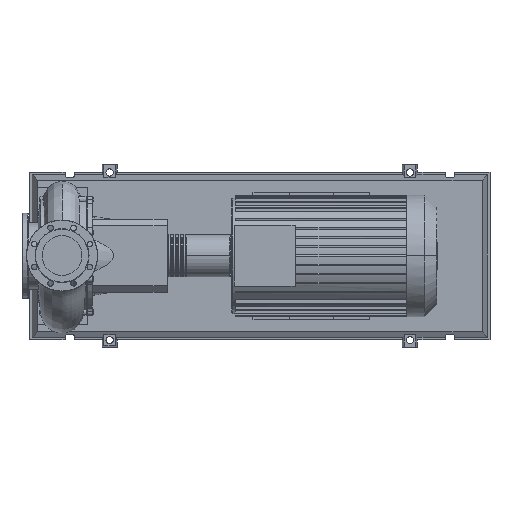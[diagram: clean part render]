
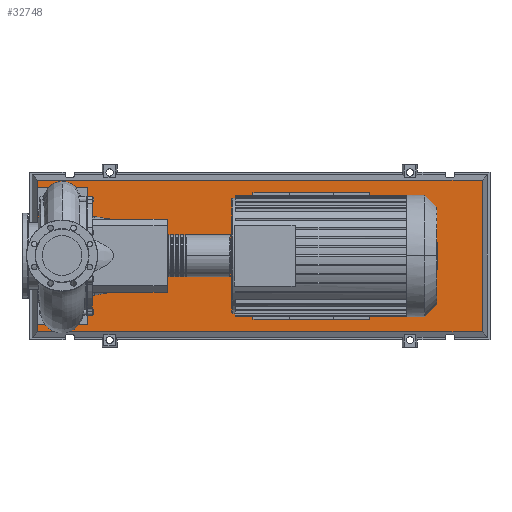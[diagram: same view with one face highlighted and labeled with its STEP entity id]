
A CAD part, top view. The second image highlights one B-rep face of the part: STEP entity #32748.
In plain terms, the highlighted planar face has unit normal (0, 0, 1).
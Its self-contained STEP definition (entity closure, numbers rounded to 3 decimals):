
#32429=CARTESIAN_POINT('',(1678.185,-303.185,123.0));
#32430=VERTEX_POINT('',#32429);
#32437=CARTESIAN_POINT('',(-98.185,-303.185,123.0));
#32438=VERTEX_POINT('',#32437);
#32439=CARTESIAN_POINT('',(1678.185,-303.185,123.0));
#32440=DIRECTION('',(-1.0,0.0,0.0));
#32441=VECTOR('',#32440,1776.37);
#32442=LINE('',#32439,#32441);
#32443=EDGE_CURVE('',#32430,#32438,#32442,.T.);
#32661=CARTESIAN_POINT('',(1678.185,303.185,123.0));
#32662=VERTEX_POINT('',#32661);
#32663=CARTESIAN_POINT('',(1678.185,303.185,123.0));
#32664=DIRECTION('',(0.0,-1.0,0.0));
#32665=VECTOR('',#32664,606.37);
#32666=LINE('',#32663,#32665);
#32667=EDGE_CURVE('',#32662,#32430,#32666,.T.);
#32685=CARTESIAN_POINT('',(-98.185,303.185,123.0));
#32686=VERTEX_POINT('',#32685);
#32687=CARTESIAN_POINT('',(-98.185,-303.185,123.0));
#32688=DIRECTION('',(0.0,1.0,0.0));
#32689=VECTOR('',#32688,606.37);
#32690=LINE('',#32687,#32689);
#32691=EDGE_CURVE('',#32438,#32686,#32690,.T.);
#32724=CARTESIAN_POINT('',(-98.185,303.185,123.0));
#32725=DIRECTION('',(1.0,0.0,0.0));
#32726=VECTOR('',#32725,1776.37);
#32727=LINE('',#32724,#32726);
#32728=EDGE_CURVE('',#32686,#32662,#32727,.T.);
#32737=CARTESIAN_POINT('',(790.,0.,123.0));
#32738=DIRECTION('',(0.0,0.0,1.0));
#32739=DIRECTION('',(1.0,0.0,0.0));
#32740=AXIS2_PLACEMENT_3D('',#32737,#32738,#32739);
#32741=PLANE('',#32740);
#32742=ORIENTED_EDGE('',*,*,#32667,.F.);
#32743=ORIENTED_EDGE('',*,*,#32728,.F.);
#32744=ORIENTED_EDGE('',*,*,#32691,.F.);
#32745=ORIENTED_EDGE('',*,*,#32443,.F.);
#32746=EDGE_LOOP('',(#32742,#32743,#32744,#32745));
#32747=FACE_OUTER_BOUND('',#32746,.T.);
#32748=ADVANCED_FACE('',(#32747),#32741,.T.);
